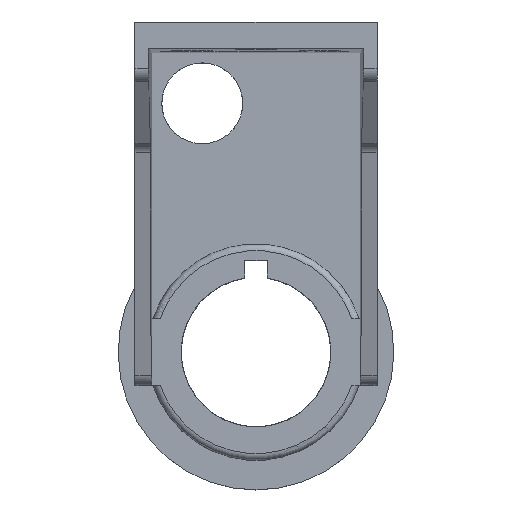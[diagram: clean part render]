
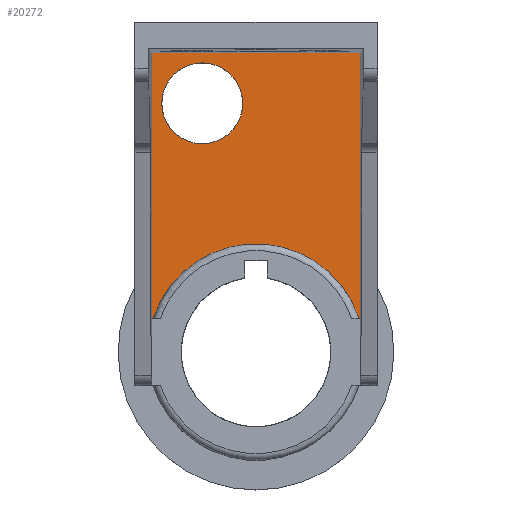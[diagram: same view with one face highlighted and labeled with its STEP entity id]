
A CAD part, top view. The second image highlights one B-rep face of the part: STEP entity #20272.
In plain terms, the highlighted planar face has unit normal (0, 0, 1).
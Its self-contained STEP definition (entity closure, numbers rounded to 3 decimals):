
#566=FACE_BOUND('',#2764,.T.);
#1602=FACE_OUTER_BOUND('',#2763,.T.);
#2763=EDGE_LOOP('',(#18304,#18305,#18306,#18307,#18308,#18309));
#2764=EDGE_LOOP('',(#18310));
#3336=LINE('',#28556,#5714);
#5020=LINE('',#33454,#7398);
#5147=LINE('',#35015,#7525);
#5152=LINE('',#35039,#7530);
#5154=LINE('',#35058,#7532);
#5714=VECTOR('',#22906,10.);
#7398=VECTOR('',#26500,10.);
#7525=VECTOR('',#26885,10.);
#7530=VECTOR('',#26894,10.);
#7532=VECTOR('',#26898,10.);
#7845=CIRCLE('',#21596,6.017);
#7892=CIRCLE('',#21706,16.103);
#8327=VERTEX_POINT('',#28549);
#8330=VERTEX_POINT('',#28554);
#9651=VERTEX_POINT('',#33452);
#9671=VERTEX_POINT('',#33527);
#9794=VERTEX_POINT('',#35014);
#9798=VERTEX_POINT('',#35038);
#9801=VERTEX_POINT('',#35057);
#10452=EDGE_CURVE('',#8327,#8330,#3336,.T.);
#12420=EDGE_CURVE('',#8330,#9651,#5020,.T.);
#12457=EDGE_CURVE('',#9671,#9671,#7845,.T.);
#12640=EDGE_CURVE('',#9794,#8327,#5147,.T.);
#12647=EDGE_CURVE('',#9798,#9794,#5152,.T.);
#12651=EDGE_CURVE('',#9651,#9801,#5154,.T.);
#12652=EDGE_CURVE('',#9801,#9798,#7892,.T.);
#18304=ORIENTED_EDGE('',*,*,#12640,.T.);
#18305=ORIENTED_EDGE('',*,*,#10452,.T.);
#18306=ORIENTED_EDGE('',*,*,#12420,.T.);
#18307=ORIENTED_EDGE('',*,*,#12651,.T.);
#18308=ORIENTED_EDGE('',*,*,#12652,.T.);
#18309=ORIENTED_EDGE('',*,*,#12647,.T.);
#18310=ORIENTED_EDGE('',*,*,#12457,.T.);
#19225=PLANE('',#21705);
#20272=ADVANCED_FACE('',(#1602,#566),#19225,.T.);
#21596=AXIS2_PLACEMENT_3D('',#33529,#26571,#26572);
#21705=AXIS2_PLACEMENT_3D('',#35056,#26896,#26897);
#21706=AXIS2_PLACEMENT_3D('',#35059,#26899,#26900);
#22906=DIRECTION('',(-1.,0.,0.));
#26500=DIRECTION('',(0.,-1.,0.));
#26571=DIRECTION('center_axis',(0.,0.,-1.));
#26572=DIRECTION('ref_axis',(1.,0.,0.));
#26885=DIRECTION('',(0.,1.,0.));
#26894=DIRECTION('',(1.,0.,0.));
#26896=DIRECTION('center_axis',(0.,0.,1.));
#26897=DIRECTION('ref_axis',(1.,0.,0.));
#26898=DIRECTION('',(1.,0.,0.));
#26899=DIRECTION('center_axis',(0.,0.,-1.));
#26900=DIRECTION('ref_axis',(-1.,0.,0.));
#28549=CARTESIAN_POINT('',(16.142,21.63,-32.859));
#28554=CARTESIAN_POINT('',(-14.898,21.63,-32.859));
#28556=CARTESIAN_POINT('',(9.622,21.63,-32.859));
#33452=CARTESIAN_POINT('',(-14.898,-17.89,-32.859));
#33454=CARTESIAN_POINT('',(-14.898,-0.058,-32.859));
#33527=CARTESIAN_POINT('',(-13.396,14.11,-32.859));
#33529=CARTESIAN_POINT('Origin',(-7.378,14.11,-32.859));
#35014=CARTESIAN_POINT('',(16.142,-17.89,-32.859));
#35015=CARTESIAN_POINT('',(16.142,-0.058,-32.859));
#35038=CARTESIAN_POINT('',(15.929,-17.89,-32.859));
#35039=CARTESIAN_POINT('',(-7.878,-17.89,-32.859));
#35056=CARTESIAN_POINT('Origin',(0.622,-5.408,-32.859));
#35057=CARTESIAN_POINT('',(-14.686,-17.89,-32.859));
#35058=CARTESIAN_POINT('',(-7.878,-17.89,-32.859));
#35059=CARTESIAN_POINT('Origin',(0.622,-22.89,-32.859));
